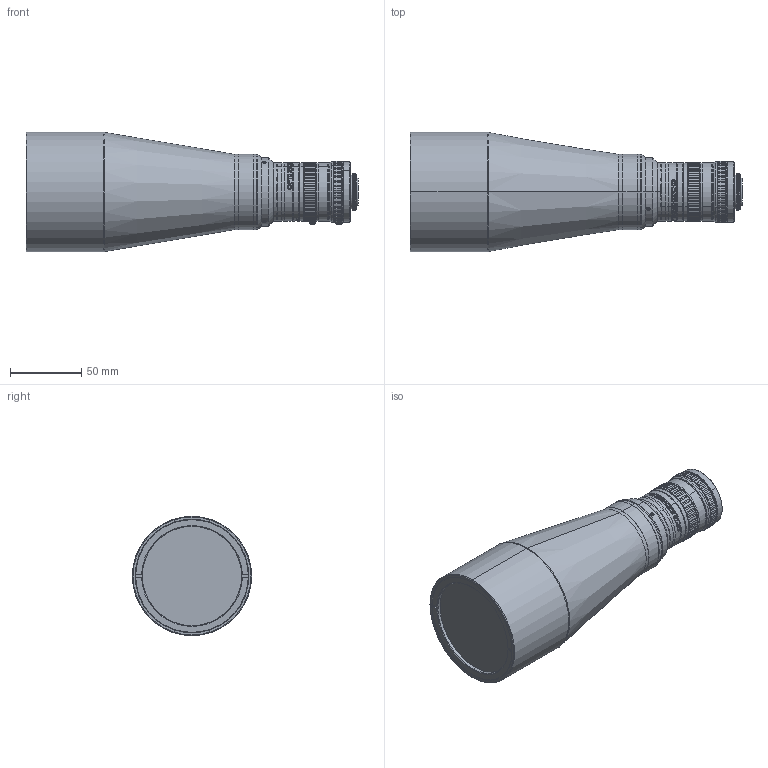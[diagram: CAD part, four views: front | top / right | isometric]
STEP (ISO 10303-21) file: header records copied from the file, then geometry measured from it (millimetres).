
FILE_DESCRIPTION (( 'STEP AP203' ), '1' );
FILE_NAME ('DP33015-A_HCBI3M.step', '2023-08-10T06:53:07', ( '' ), ( '' ), 'SwSTEP 2.0', 'SolidWorks 2021', '' );
FILE_SCHEMA (( 'CONFIG_CONTROL_DESIGN' ));
Length unit declared in the file: millimetre
Products named in the file (1): DP33015-A_HCBI3M
Bounding box: 233.72 x 84 x 84 mm (x, y, z)
Surface area: 58518.8 mm2 (no closed solid volume)
Topology: 0 solids, 54 shells, 647 faces, 3195 edges, 2563 vertices
Faces by surface type: cylinder 363, cone 162, plane 104, bspline 12, torus 4, sphere 2
Entity records: 39827 total; most frequent: CARTESIAN_POINT 16826, ORIENTED_EDGE 4472, DIRECTION 4151, EDGE_CURVE 3195, VERTEX_POINT 2563, AXIS2_PLACEMENT_3D 1662, B_SPLINE_CURVE_WITH_KNOTS 1342, CIRCLE 1026
